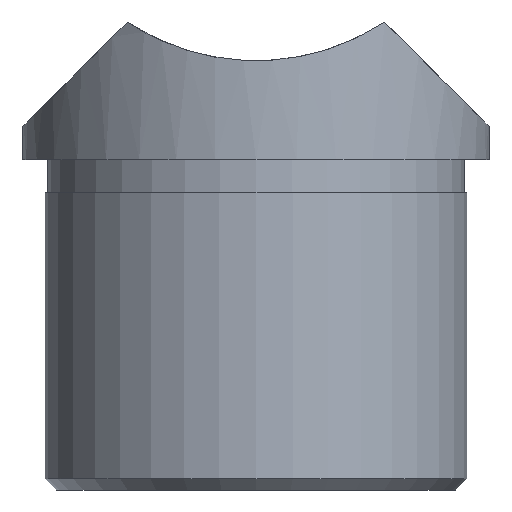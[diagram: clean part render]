
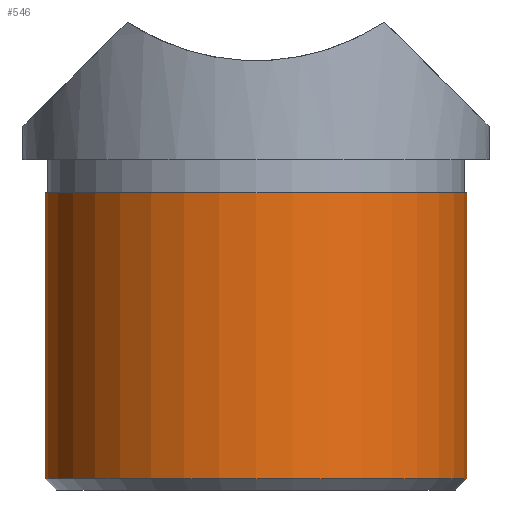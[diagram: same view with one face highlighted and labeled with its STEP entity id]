
A CAD part, front view. The second image highlights one B-rep face of the part: STEP entity #546.
In plain terms, the highlighted cylindrical face has radius 19.15 mm (diameter 38.3 mm), a partial arc.
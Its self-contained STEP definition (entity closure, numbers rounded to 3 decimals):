
#2 = CIRCLE ( 'NONE', #264, 19.15 ) ;
#30 = EDGE_LOOP ( 'NONE', ( #421, #357, #110, #527 ) ) ;
#45 = FACE_OUTER_BOUND ( 'NONE', #30, .T. ) ;
#47 = VERTEX_POINT ( 'NONE', #402 ) ;
#52 = AXIS2_PLACEMENT_3D ( 'NONE', #299, #761, #180 ) ;
#62 = LINE ( 'NONE', #408, #418 ) ;
#81 = EDGE_CURVE ( 'NONE', #103, #47, #459, .T. ) ;
#87 = CIRCLE ( 'NONE', #354, 19.15 ) ;
#93 = DIRECTION ( 'NONE',  ( 0., 0., 1. ) ) ;
#103 = VERTEX_POINT ( 'NONE', #706 ) ;
#110 = ORIENTED_EDGE ( 'NONE', *, *, #81, .T. ) ;
#116 = EDGE_CURVE ( 'NONE', #790, #47, #2, .T. ) ;
#121 = CARTESIAN_POINT ( 'NONE',  ( 0., 0., 12. ) ) ;
#140 = DIRECTION ( 'NONE',  ( 0., 0., 1. ) ) ;
#155 = DIRECTION ( 'NONE',  ( 1., 0., 0. ) ) ;
#180 = DIRECTION ( 'NONE',  ( 1., 0., 0. ) ) ;
#250 = DIRECTION ( 'NONE',  ( 1., 0., 0. ) ) ;
#264 = AXIS2_PLACEMENT_3D ( 'NONE', #121, #390, #250 ) ;
#299 = CARTESIAN_POINT ( 'NONE',  ( 0., 0., 15. ) ) ;
#354 = AXIS2_PLACEMENT_3D ( 'NONE', #556, #93, #155 ) ;
#357 = ORIENTED_EDGE ( 'NONE', *, *, #837, .T. ) ;
#384 = CYLINDRICAL_SURFACE ( 'NONE', #52, 19.15 ) ;
#390 = DIRECTION ( 'NONE',  ( 0., 0., 1. ) ) ;
#394 = VECTOR ( 'NONE', #140, 1000. ) ;
#402 = CARTESIAN_POINT ( 'NONE',  ( 19.15, 0., 12. ) ) ;
#408 = CARTESIAN_POINT ( 'NONE',  ( -19.15, 0., 15. ) ) ;
#418 = VECTOR ( 'NONE', #605, 1000. ) ;
#421 = ORIENTED_EDGE ( 'NONE', *, *, #760, .F. ) ;
#459 = LINE ( 'NONE', #470, #394 ) ;
#470 = CARTESIAN_POINT ( 'NONE',  ( 19.15, 0., 15. ) ) ;
#527 = ORIENTED_EDGE ( 'NONE', *, *, #116, .F. ) ;
#546 = ADVANCED_FACE ( 'NONE', ( #45 ), #384, .T. ) ;
#556 = CARTESIAN_POINT ( 'NONE',  ( 0., 0., -14. ) ) ;
#605 = DIRECTION ( 'NONE',  ( 0., 0., 1. ) ) ;
#657 = CARTESIAN_POINT ( 'NONE',  ( -19.15, 0., -14. ) ) ;
#706 = CARTESIAN_POINT ( 'NONE',  ( 19.15, 0., -14. ) ) ;
#751 = VERTEX_POINT ( 'NONE', #657 ) ;
#760 = EDGE_CURVE ( 'NONE', #751, #790, #62, .T. ) ;
#761 = DIRECTION ( 'NONE',  ( 0., 0., 1. ) ) ;
#790 = VERTEX_POINT ( 'NONE', #808 ) ;
#808 = CARTESIAN_POINT ( 'NONE',  ( -19.15, 0., 12. ) ) ;
#837 = EDGE_CURVE ( 'NONE', #751, #103, #87, .T. ) ;
